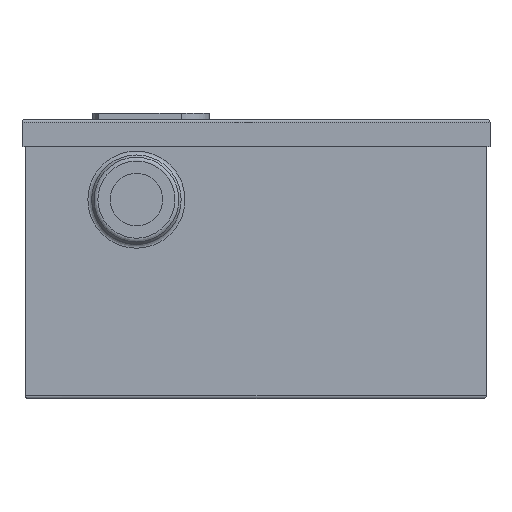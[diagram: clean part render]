
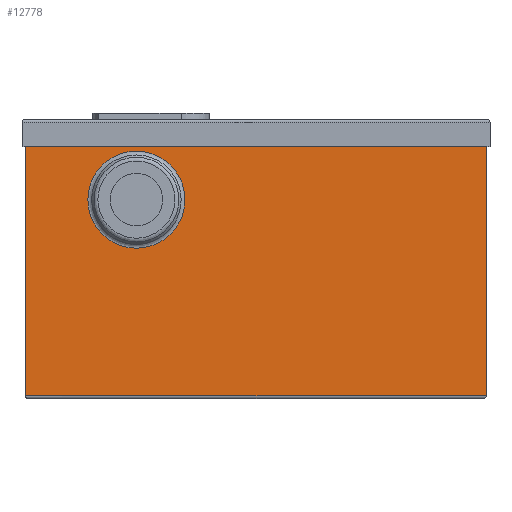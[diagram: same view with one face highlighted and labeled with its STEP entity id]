
A CAD part, front view. The second image highlights one B-rep face of the part: STEP entity #12778.
In plain terms, the highlighted planar face has unit normal (0, -1, 0).
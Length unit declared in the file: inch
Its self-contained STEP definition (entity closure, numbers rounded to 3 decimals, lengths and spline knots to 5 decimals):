
#566 = DIRECTION ( 'NONE',  ( 0., 0., -1. ) ) ;
#815 = ORIENTED_EDGE ( 'NONE', *, *, #933, .T. ) ;
#933 = EDGE_CURVE ( 'NONE', #22795, #11016, #9280, .T. ) ;
#1915 = CIRCLE ( 'NONE', #19055, 1.03788 ) ;
#2353 = EDGE_CURVE ( 'NONE', #7110, #22795, #12504, .T. ) ;
#3547 = VERTEX_POINT ( 'NONE', #22724 ) ;
#4682 = LINE ( 'NONE', #13669, #9716 ) ;
#4782 = ORIENTED_EDGE ( 'NONE', *, *, #17089, .F. ) ;
#5269 = FACE_BOUND ( 'NONE', #5703, .T. ) ;
#5703 = EDGE_LOOP ( 'NONE', ( #11659 ) ) ;
#7110 = VERTEX_POINT ( 'NONE', #14336 ) ;
#7853 = LINE ( 'NONE', #20551, #21090 ) ;
#9280 = LINE ( 'NONE', #18248, #17661 ) ;
#9716 = VECTOR ( 'NONE', #11583, 39.37008 ) ;
#10514 = DIRECTION ( 'NONE',  ( 0., 0., -1. ) ) ;
#11016 = VERTEX_POINT ( 'NONE', #22474 ) ;
#11548 = CARTESIAN_POINT ( 'NONE',  ( -2.55551, -14.66535, 1.30354 ) ) ;
#11583 = DIRECTION ( 'NONE',  ( 1., 0., 0. ) ) ;
#11659 = ORIENTED_EDGE ( 'NONE', *, *, #14137, .T. ) ;
#12276 = DIRECTION ( 'NONE',  ( 0., -1., 0. ) ) ;
#12381 = PLANE ( 'NONE',  #23009 ) ;
#12472 = VECTOR ( 'NONE', #22905, 39.37008 ) ;
#12504 = LINE ( 'NONE', #19615, #12472 ) ;
#12778 = ADVANCED_FACE ( 'NONE', ( #5269, #19267 ), #12381, .T. ) ;
#13669 = CARTESIAN_POINT ( 'NONE',  ( 0., -14.66535, 2.43307 ) ) ;
#13895 = CARTESIAN_POINT ( 'NONE',  ( 4.92126, -14.66535, 2.95274 ) ) ;
#14137 = EDGE_CURVE ( 'NONE', #3547, #3547, #1915, .T. ) ;
#14336 = CARTESIAN_POINT ( 'NONE',  ( -4.92126, -14.66535, 2.43307 ) ) ;
#14565 = CARTESIAN_POINT ( 'NONE',  ( 4.92126, -14.66535, 2.43307 ) ) ;
#16551 = DIRECTION ( 'NONE',  ( 0., 1., 0. ) ) ;
#17089 = EDGE_CURVE ( 'NONE', #21793, #11016, #7853, .T. ) ;
#17661 = VECTOR ( 'NONE', #21290, 39.37008 ) ;
#18248 = CARTESIAN_POINT ( 'NONE',  ( 4.92126, -14.66535, -2.88976 ) ) ;
#19055 = AXIS2_PLACEMENT_3D ( 'NONE', #11548, #16551, #566 ) ;
#19153 = EDGE_LOOP ( 'NONE', ( #22994, #20666, #815, #4782 ) ) ;
#19267 = FACE_OUTER_BOUND ( 'NONE', #19153, .T. ) ;
#19615 = CARTESIAN_POINT ( 'NONE',  ( -4.92126, -14.66535, 2.95274 ) ) ;
#20551 = CARTESIAN_POINT ( 'NONE',  ( 4.92126, -14.66535, 2.95274 ) ) ;
#20666 = ORIENTED_EDGE ( 'NONE', *, *, #2353, .T. ) ;
#21090 = VECTOR ( 'NONE', #22097, 39.37008 ) ;
#21290 = DIRECTION ( 'NONE',  ( 1., 0., 0. ) ) ;
#21632 = CARTESIAN_POINT ( 'NONE',  ( -4.92126, -14.66535, -2.88976 ) ) ;
#21793 = VERTEX_POINT ( 'NONE', #14565 ) ;
#22097 = DIRECTION ( 'NONE',  ( 0., 0., -1. ) ) ;
#22474 = CARTESIAN_POINT ( 'NONE',  ( 4.92126, -14.66535, -2.88976 ) ) ;
#22724 = CARTESIAN_POINT ( 'NONE',  ( -2.55551, -14.66535, 0.26566 ) ) ;
#22795 = VERTEX_POINT ( 'NONE', #21632 ) ;
#22905 = DIRECTION ( 'NONE',  ( 0., 0., -1. ) ) ;
#22913 = EDGE_CURVE ( 'NONE', #7110, #21793, #4682, .T. ) ;
#22994 = ORIENTED_EDGE ( 'NONE', *, *, #22913, .F. ) ;
#23009 = AXIS2_PLACEMENT_3D ( 'NONE', #13895, #12276, #10514 ) ;
